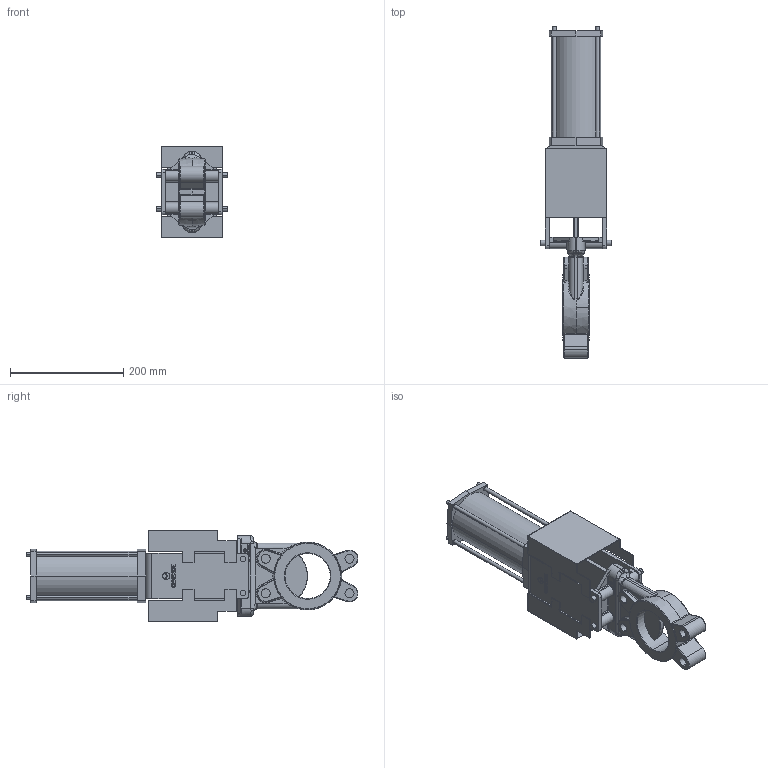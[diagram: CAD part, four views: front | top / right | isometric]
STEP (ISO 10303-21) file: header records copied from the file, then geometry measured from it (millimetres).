
FILE_DESCRIPTION (( 'STEP AP214' ), '1' );
FILE_NAME ('EB80_acci._neumatico.STEP', '2008-11-17T15:33:44', ( 'user' ), ( '' ), 'SwSTEP 2.0', 'SolidWorks 2007', '' );
FILE_SCHEMA (( 'AUTOMOTIVE_DESIGN' ));
Length unit declared in the file: millimetre
Products named in the file (3): cilindroEB80_Predeterminado; EB80_acci._neumatico; cuerpoEB80_neumatica_Predeterminado
Assembly tree (2 placements, depth 2):
  EB80_acci._neumatico
    cuerpoEB80_neumatica_Predeterminado
    cilindroEB80_Predeterminado
Bounding box: 124 x 585.9 x 162 mm (x, y, z)
Volume: 2409520.2 mm3; surface area: 411027.9 mm2
Topology: 3 solids, 7 shells, 1035 faces, 2630 edges, 1648 vertices
Faces by surface type: plane 601, cylinder 180, bspline 152, torus 72, sphere 20, cone 10
Entity records: 34719 total; most frequent: CARTESIAN_POINT 10588, ORIENTED_EDGE 5212, DIRECTION 4661, EDGE_CURVE 2606, VECTOR 1715, LINE 1715, VERTEX_POINT 1648, AXIS2_PLACEMENT_3D 1473
